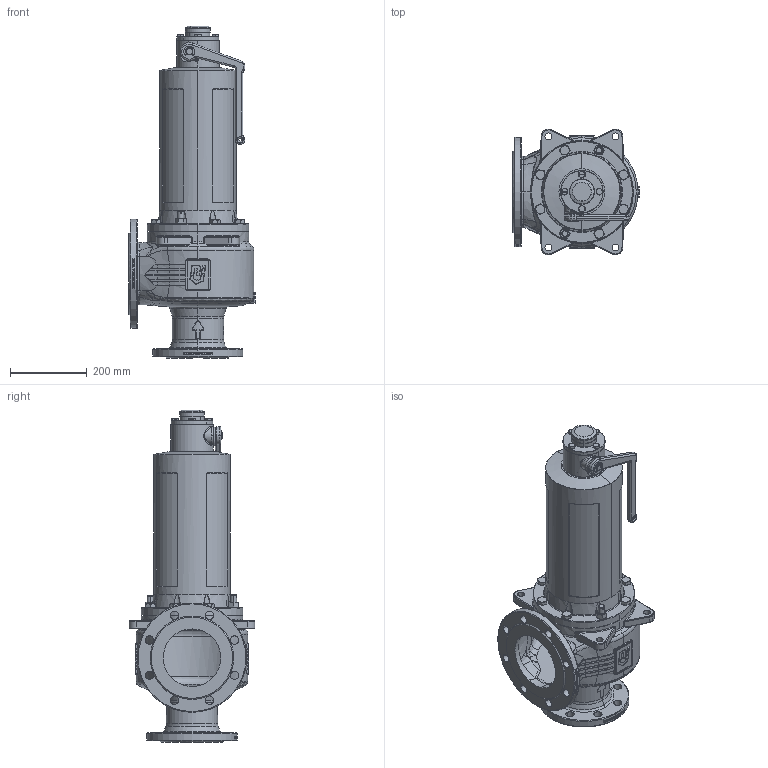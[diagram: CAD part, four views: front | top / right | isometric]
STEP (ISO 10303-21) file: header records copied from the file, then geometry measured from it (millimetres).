
FILE_DESCRIPTION(('HOOPS Exchange Step'),'2;1');
FILE_NAME('SF0410_DN100_DN100-150.stp','2025-06-26T08:44:03+02:00',('nieru'),('Unknown organisation'),'HOOPS Exchange 2024.2','HOOPS Exchange','Unknown authorisation');
FILE_SCHEMA( ('AP203_CONFIGURATION_CONTROLLED_3D_DESIGN_OF_MECHANICAL_PARTS_AND_ASSEMBLIES_MIM_LF') );
Length unit declared in the file: millimetre
Products named in the file (2): 0; root
Assembly tree (1 placements, depth 2):
  root
    0
Bounding box: 329 x 327.98 x 866.5 mm (x, y, z)
Volume: 7175287.1 mm3; surface area: 1651972.9 mm2
Topology: 25 solids, 266 shells, 2642 faces, 7060 edges, 4732 vertices
Faces by surface type: bspline 849, plane 617, cylinder 567, cone 289, torus 198, extrusion 100, sphere 22
Full cylindrical faces by diameter (mm): 63 x1, 65 x1
Entity records: 198901 total; most frequent: CARTESIAN_POINT 141993, ORIENTED_EDGE 12809, DIRECTION 8755, EDGE_CURVE 6958, VERTEX_POINT 4732, AXIS2_PLACEMENT_3D 3452, B_SPLINE_CURVE_WITH_KNOTS 3348, EDGE_LOOP 2886
